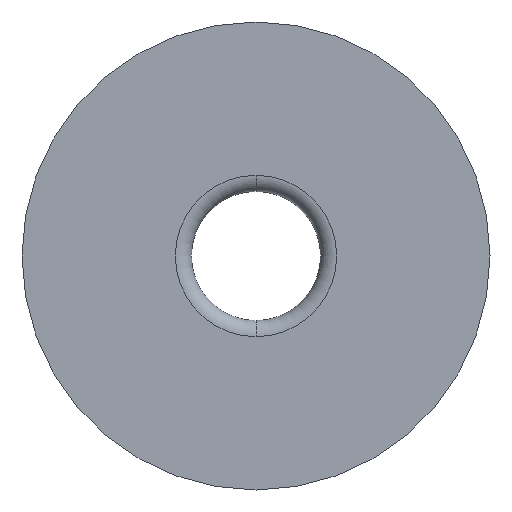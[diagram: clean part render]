
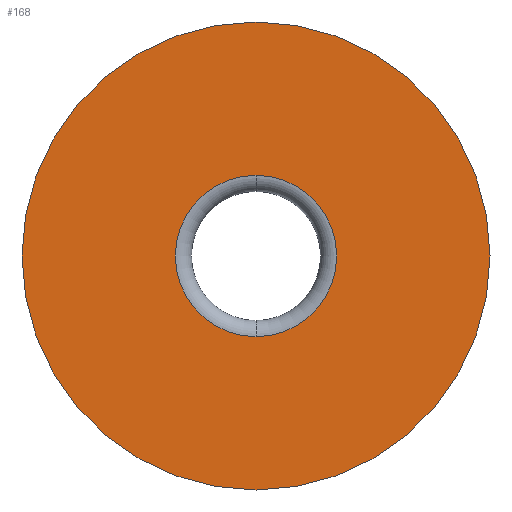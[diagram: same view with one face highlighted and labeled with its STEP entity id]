
A CAD part, front view. The second image highlights one B-rep face of the part: STEP entity #168.
In plain terms, the highlighted planar face has unit normal (0, -1, 0).
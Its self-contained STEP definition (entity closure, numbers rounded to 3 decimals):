
#19 = CARTESIAN_POINT ( 'NONE',  ( 0., 0., 0. ) ) ;
#20 = AXIS2_PLACEMENT_3D ( 'NONE', #19, #310, #148 ) ;
#27 = AXIS2_PLACEMENT_3D ( 'NONE', #223, #431, #363 ) ;
#31 = CARTESIAN_POINT ( 'NONE',  ( 0., 0., 10. ) ) ;
#41 = ORIENTED_EDGE ( 'NONE', *, *, #217, .T. ) ;
#45 = CIRCLE ( 'NONE', #20, 10. ) ;
#50 = CARTESIAN_POINT ( 'NONE',  ( 0., 0., -29. ) ) ;
#67 = CARTESIAN_POINT ( 'NONE',  ( -29., 0., 0. ) ) ;
#80 = ORIENTED_EDGE ( 'NONE', *, *, #315, .T. ) ;
#84 = AXIS2_PLACEMENT_3D ( 'NONE', #67, #402, #433 ) ;
#91 = CIRCLE ( 'NONE', #356, 29. ) ;
#94 = CARTESIAN_POINT ( 'NONE',  ( 0., 0., -10. ) ) ;
#98 = CARTESIAN_POINT ( 'NONE',  ( 0., 0., 29. ) ) ;
#132 = CARTESIAN_POINT ( 'NONE',  ( 0., 0., 0. ) ) ;
#133 = DIRECTION ( 'NONE',  ( 0., 1., 0. ) ) ;
#140 = VERTEX_POINT ( 'NONE', #94 ) ;
#148 = DIRECTION ( 'NONE',  ( 0., 0., 1. ) ) ;
#161 = VERTEX_POINT ( 'NONE', #31 ) ;
#165 = FACE_OUTER_BOUND ( 'NONE', #336, .T. ) ;
#168 = ADVANCED_FACE ( 'NONE', ( #257, #165 ), #327, .T. ) ;
#169 = AXIS2_PLACEMENT_3D ( 'NONE', #132, #264, #331 ) ;
#173 = EDGE_LOOP ( 'NONE', ( #80, #41 ) ) ;
#195 = CIRCLE ( 'NONE', #27, 29. ) ;
#197 = CARTESIAN_POINT ( 'NONE',  ( 0., 0., 0. ) ) ;
#206 = EDGE_CURVE ( 'NONE', #422, #276, #91, .T. ) ;
#217 = EDGE_CURVE ( 'NONE', #140, #161, #393, .T. ) ;
#223 = CARTESIAN_POINT ( 'NONE',  ( 0., 0., 0. ) ) ;
#235 = ORIENTED_EDGE ( 'NONE', *, *, #277, .F. ) ;
#257 = FACE_BOUND ( 'NONE', #173, .T. ) ;
#264 = DIRECTION ( 'NONE',  ( 0., 1., 0. ) ) ;
#274 = ORIENTED_EDGE ( 'NONE', *, *, #206, .F. ) ;
#276 = VERTEX_POINT ( 'NONE', #98 ) ;
#277 = EDGE_CURVE ( 'NONE', #276, #422, #195, .T. ) ;
#310 = DIRECTION ( 'NONE',  ( 0., 1., 0. ) ) ;
#315 = EDGE_CURVE ( 'NONE', #161, #140, #45, .T. ) ;
#327 = PLANE ( 'NONE',  #84 ) ;
#330 = DIRECTION ( 'NONE',  ( 0., 0., 1. ) ) ;
#331 = DIRECTION ( 'NONE',  ( 0., 0., 1. ) ) ;
#336 = EDGE_LOOP ( 'NONE', ( #235, #274 ) ) ;
#356 = AXIS2_PLACEMENT_3D ( 'NONE', #197, #133, #330 ) ;
#363 = DIRECTION ( 'NONE',  ( 0., 0., 1. ) ) ;
#393 = CIRCLE ( 'NONE', #169, 10. ) ;
#402 = DIRECTION ( 'NONE',  ( 0., -1., 0. ) ) ;
#422 = VERTEX_POINT ( 'NONE', #50 ) ;
#431 = DIRECTION ( 'NONE',  ( 0., 1., 0. ) ) ;
#433 = DIRECTION ( 'NONE',  ( 0., 0., -1. ) ) ;
